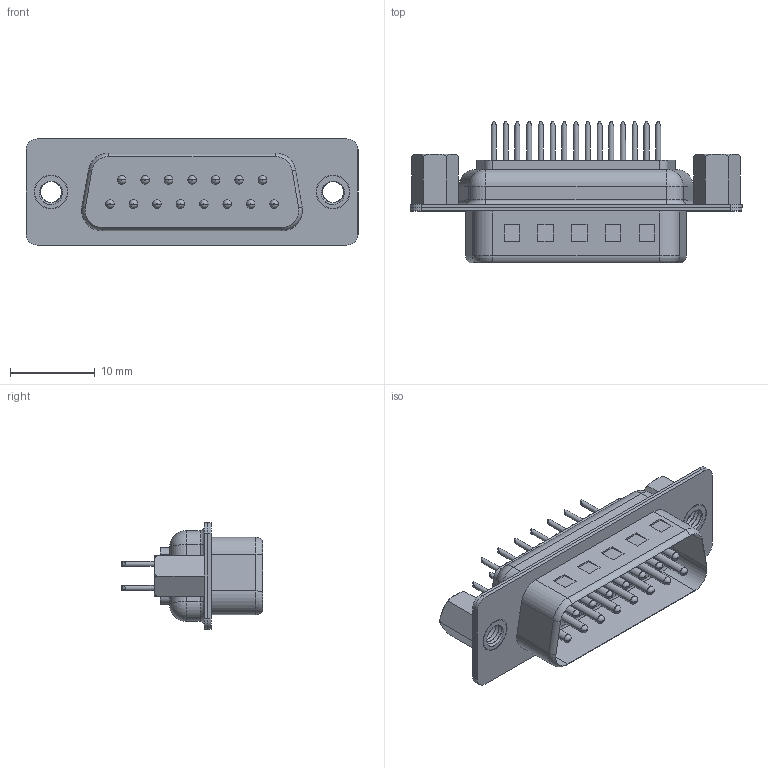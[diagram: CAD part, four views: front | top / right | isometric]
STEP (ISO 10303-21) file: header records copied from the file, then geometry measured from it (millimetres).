
FILE_DESCRIPTION((''),'2;1');
FILE_NAME('101-1510822110-A1_ASM','2018-04-06T',('admin'),(''),'PRO/ENGINEER BY PARAMETRIC TECHNOLOGY CORPORATION, 2009280','PRO/ENGINEER BY PARAMETRIC TECHNOLOGY CORPORATION, 2009280','');
FILE_SCHEMA(('CONFIG_CONTROL_DESIGN'));
Length unit declared in the file: millimetre
Products named in the file (6): 100-15MALE-HOUSING; 3; 104-26MALE-FRONTSHELL; 100-15MALE-BACKSHELL; NUT_3; 101-1510822110-A1_ASM
Assembly tree (20 placements, depth 2):
  101-1510822110-A1_ASM
    100-15MALE-HOUSING
    3  x15
    104-26MALE-FRONTSHELL
    100-15MALE-BACKSHELL
    NUT_3  x2
Bounding box: 39.2 x 16.7 x 12.55 mm (x, y, z)
Volume: 1916.5 mm3; surface area: 5928.9 mm2
Topology: 35 solids, 35 shells, 991 faces, 2344 edges, 1450 vertices
Faces by surface type: cylinder 450, plane 399, sphere 102, torus 20, bspline 12, cone 8
Entity records: 12287 total; most frequent: CARTESIAN_POINT 4548, DIRECTION 1648, ORIENTED_EDGE 1512, EDGE_CURVE 756, AXIS2_PLACEMENT_3D 625, VERTEX_POINT 469, VECTOR 398, LINE 398
